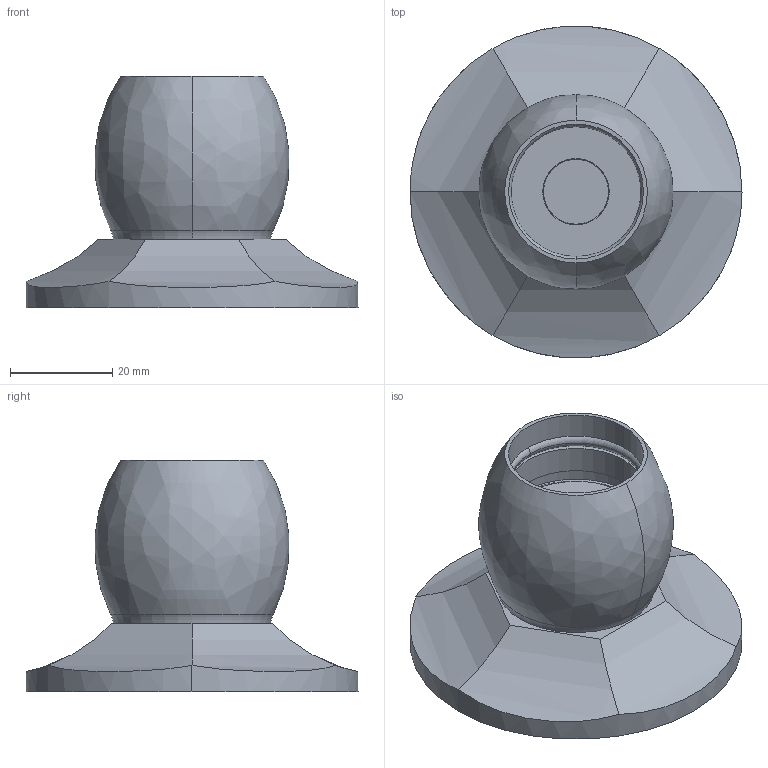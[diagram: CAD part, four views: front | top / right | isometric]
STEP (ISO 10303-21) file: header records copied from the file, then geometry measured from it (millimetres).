
FILE_DESCRIPTION((''),'2;1');
FILE_NAME('639B_ASM','2015-09-01T',('rsmith'),(''),'PRO/ENGINEER BY PARAMETRIC TECHNOLOGY CORPORATION, 2013150','PRO/ENGINEER BY PARAMETRIC TECHNOLOGY CORPORATION, 2013150','');
FILE_SCHEMA(('CONFIG_CONTROL_DESIGN'));
Length unit declared in the file: inch
Products named in the file (7): 0600C; 1139A; 639S; 91073; 92308; 11XXD; 639B_ASM
Assembly tree (6 placements, depth 2):
  639B_ASM
    0600C
    1139A
    639S
    91073
    92308
    11XXD
Bounding box: 65 x 65 x 45.42 mm (x, y, z)
Volume: 32946.5 mm3; surface area: 30443.3 mm2
Topology: 6 solids, 8 shells, 229 faces, 585 edges, 381 vertices
Faces by surface type: plane 108, cylinder 83, bspline 22, cone 8, torus 6, sphere 2
Entity records: 12707 total; most frequent: CARTESIAN_POINT 7212, ORIENTED_EDGE 1152, DIRECTION 997, EDGE_CURVE 581, VERTEX_POINT 381, AXIS2_PLACEMENT_3D 342, VECTOR 313, LINE 313
